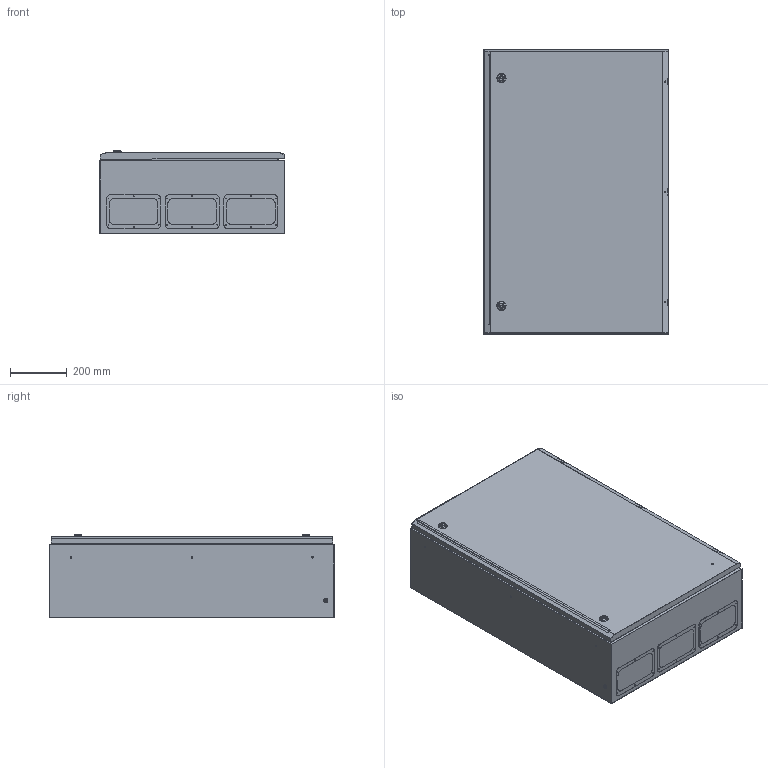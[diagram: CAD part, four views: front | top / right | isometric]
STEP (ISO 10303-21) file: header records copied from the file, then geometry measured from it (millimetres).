
FILE_DESCRIPTION (( 'STEP AP214' ), '1' );
FILE_NAME ('YKM42-05-31-P Êîðïóñ ìåòàëëè÷åñêèé ÙÌÏ-5-2 36 ÓÕË3 IP31 PRO.STEP', '2016-08-11T10:58:51', ( 'user' ), ( '' ), 'SwSTEP 2.0', 'SolidWorks 2014', '' );
FILE_SCHEMA (( 'AUTOMOTIVE_DESIGN' ));
Length unit declared in the file: millimetre
Products named in the file (3): ﾄ粢 ﾙﾌﾏ-5-2 IP31; Îáîëî÷êà ÙÌÏ-5-2 IP31; YKM42-05-31-P Êîðïóñ ìåòàëëè÷åñêèé ÙÌÏ-5-2 36 ÓÕË3 IP31 PRO
Assembly tree (2 placements, depth 2):
  YKM42-05-31-P Êîðïóñ ìåòàëëè÷åñêèé ÙÌÏ-5-2 36 ÓÕË3 IP31 PRO
    Îáîëî÷êà ÙÌÏ-5-2 IP31
    ﾄ粢 ﾙﾌﾏ-5-2 IP31
Bounding box: 651.58 x 1001 x 291.02 mm (x, y, z)
Volume: 3684450.7 mm3; surface area: 5957583.7 mm2
Topology: 18 solids, 18 shells, 914 faces, 2257 edges, 1423 vertices
Faces by surface type: plane 520, cylinder 297, cone 68, bspline 22, torus 4, sphere 3
Entity records: 28147 total; most frequent: CARTESIAN_POINT 5881, ORIENTED_EDGE 4508, DIRECTION 4467, EDGE_CURVE 2254, AXIS2_PLACEMENT_3D 1540, VERTEX_POINT 1422, LINE 1387, VECTOR 1387
